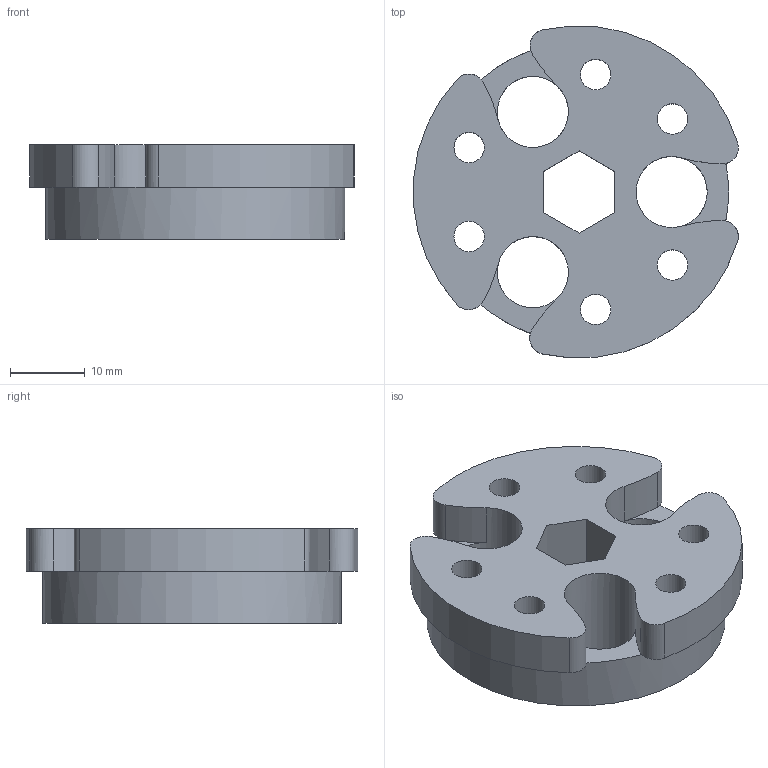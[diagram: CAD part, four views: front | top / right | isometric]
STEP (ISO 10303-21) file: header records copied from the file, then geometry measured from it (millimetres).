
FILE_DESCRIPTION(/* description */ (''),/* implementation_level */ '2;1');
FILE_NAME(/* name */ 'end cap.step',/* time_stamp */ '2023-10-11T12:25:51-04:00',/* author */ (''),/* organization */ (''),/* preprocessor_version */ 'ST-DEVELOPER v20',/* originating_system */ 'Autodesk Translation Framework v12.14.0.127',/* authorisation */ '');
FILE_SCHEMA (('AUTOMOTIVE_DESIGN { 1 0 10303 214 3 1 1 }'));
Length unit declared in the file: inch
Products named in the file (1): Component4
Bounding box: 43.47 x 44.38 x 12.7 mm (x, y, z)
Volume: 12134 mm3; surface area: 6336 mm2
Topology: 1 solids, 1 shells, 39 faces, 114 edges, 74 vertices
Faces by surface type: cylinder 25, plane 14
Full cylindrical faces by diameter (mm): 4.067 x6, 9.525 x3, 40 x1
Entity records: 1403 total; most frequent: DIRECTION 262, ORIENTED_EDGE 228, CARTESIAN_POINT 228, EDGE_CURVE 114, AXIS2_PLACEMENT_3D 108, VERTEX_POINT 74, CIRCLE 68, EDGE_LOOP 56
